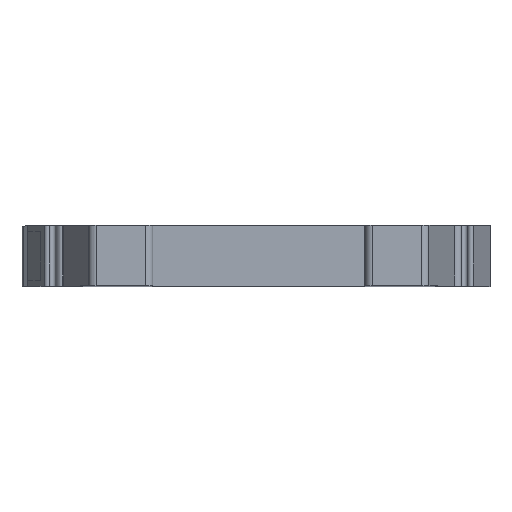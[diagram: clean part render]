
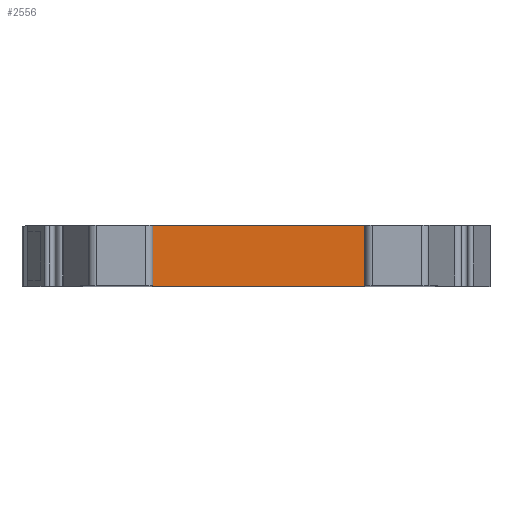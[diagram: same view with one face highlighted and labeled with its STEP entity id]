
A CAD part, top view. The second image highlights one B-rep face of the part: STEP entity #2556.
In plain terms, the highlighted planar face has unit normal (0, 0, 1).
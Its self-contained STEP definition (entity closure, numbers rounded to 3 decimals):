
#28=PLANE('',#2797);
#129=LINE('',#3763,#425);
#245=LINE('',#4118,#541);
#283=LINE('',#4222,#579);
#284=LINE('',#4223,#580);
#425=VECTOR('',#2986,1000.);
#541=VECTOR('',#3228,1000.);
#579=VECTOR('',#3314,1000.);
#580=VECTOR('',#3315,1000.);
#992=ORIENTED_EDGE('',*,*,#1755,.T.);
#993=ORIENTED_EDGE('',*,*,#1523,.F.);
#994=ORIENTED_EDGE('',*,*,#1756,.F.);
#995=ORIENTED_EDGE('',*,*,#1701,.F.);
#1523=EDGE_CURVE('',#1915,#1916,#129,.T.);
#1701=EDGE_CURVE('',#2091,#2092,#245,.T.);
#1755=EDGE_CURVE('',#2091,#1916,#283,.T.);
#1756=EDGE_CURVE('',#2092,#1915,#284,.T.);
#1915=VERTEX_POINT('',#3762);
#1916=VERTEX_POINT('',#3764);
#2091=VERTEX_POINT('',#4117);
#2092=VERTEX_POINT('',#4119);
#2242=EDGE_LOOP('',(#992,#993,#994,#995));
#2376=FACE_BOUND('',#2242,.T.);
#2556=ADVANCED_FACE('',(#2376),#28,.T.);
#2797=AXIS2_PLACEMENT_3D('',#4221,#3312,#3313);
#2986=DIRECTION('',(-1.,0.,0.));
#3228=DIRECTION('',(1.,0.,0.));
#3312=DIRECTION('',(0.,0.,1.));
#3313=DIRECTION('',(1.,0.,0.));
#3314=DIRECTION('',(0.,-1.,0.));
#3315=DIRECTION('',(0.,-1.,0.));
#3762=CARTESIAN_POINT('',(14.,-8.,15.4));
#3763=CARTESIAN_POINT('',(14.,-8.,15.4));
#3764=CARTESIAN_POINT('',(-14.,-8.,15.4));
#4117=CARTESIAN_POINT('',(-14.,0.,15.4));
#4118=CARTESIAN_POINT('',(0.,0.,15.4));
#4119=CARTESIAN_POINT('',(14.,0.,15.4));
#4221=CARTESIAN_POINT('',(14.,76.278,15.4));
#4222=CARTESIAN_POINT('',(-14.,76.278,15.4));
#4223=CARTESIAN_POINT('',(14.,76.278,15.4));
